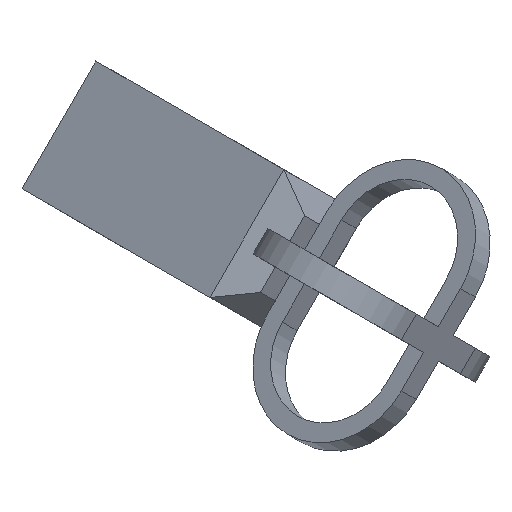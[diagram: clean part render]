
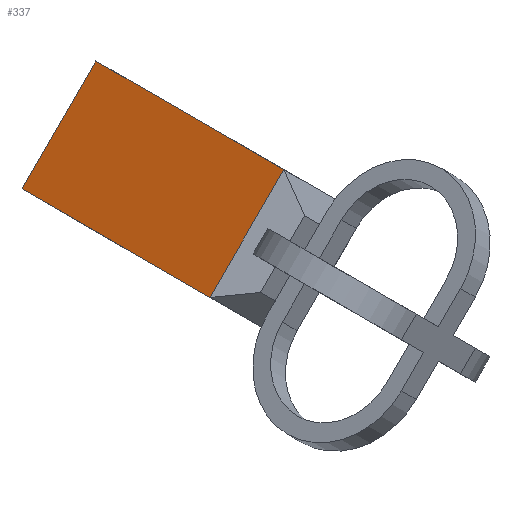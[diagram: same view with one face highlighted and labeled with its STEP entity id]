
A CAD part, isometric view. The second image highlights one B-rep face of the part: STEP entity #337.
In plain terms, the highlighted planar face has unit normal (-0.707, 0, 0.707).
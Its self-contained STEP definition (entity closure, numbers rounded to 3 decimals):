
#63 = DIRECTION ( 'NONE',  ( 0., 1., 0. ) ) ;
#64 = ORIENTED_EDGE ( 'NONE', *, *, #942, .F. ) ;
#127 = DIRECTION ( 'NONE',  ( 0., -1., 0. ) ) ;
#135 = FACE_OUTER_BOUND ( 'NONE', #414, .T. ) ;
#148 = CARTESIAN_POINT ( 'NONE',  ( 0., 16.4, 3.536 ) ) ;
#197 = LINE ( 'NONE', #519, #543 ) ;
#198 = CARTESIAN_POINT ( 'NONE',  ( -3.536, 16.4, 0. ) ) ;
#211 = CARTESIAN_POINT ( 'NONE',  ( -3.536, 16.4, 0. ) ) ;
#240 = PLANE ( 'NONE',  #579 ) ;
#279 = VERTEX_POINT ( 'NONE', #463 ) ;
#305 = EDGE_CURVE ( 'NONE', #477, #279, #627, .T. ) ;
#337 = ADVANCED_FACE ( 'NONE', ( #135 ), #240, .F. ) ;
#349 = ORIENTED_EDGE ( 'NONE', *, *, #608, .T. ) ;
#374 = CARTESIAN_POINT ( 'NONE',  ( -3.536, 7.4, 0. ) ) ;
#414 = EDGE_LOOP ( 'NONE', ( #349, #702, #777, #64 ) ) ;
#444 = VERTEX_POINT ( 'NONE', #198 ) ;
#462 = VECTOR ( 'NONE', #127, 1000. ) ;
#463 = CARTESIAN_POINT ( 'NONE',  ( 0., 7.4, 3.536 ) ) ;
#477 = VERTEX_POINT ( 'NONE', #1024 ) ;
#489 = VECTOR ( 'NONE', #962, 1000. ) ;
#519 = CARTESIAN_POINT ( 'NONE',  ( -3.536, 7.4, 0. ) ) ;
#532 = CARTESIAN_POINT ( 'NONE',  ( -3.536, 16.4, 0. ) ) ;
#543 = VECTOR ( 'NONE', #964, 1000. ) ;
#579 = AXIS2_PLACEMENT_3D ( 'NONE', #813, #820, #63 ) ;
#608 = EDGE_CURVE ( 'NONE', #444, #612, #1035, .T. ) ;
#612 = VERTEX_POINT ( 'NONE', #374 ) ;
#627 = LINE ( 'NONE', #148, #489 ) ;
#702 = ORIENTED_EDGE ( 'NONE', *, *, #976, .T. ) ;
#777 = ORIENTED_EDGE ( 'NONE', *, *, #305, .F. ) ;
#813 = CARTESIAN_POINT ( 'NONE',  ( -3.536, 16.4, 0. ) ) ;
#820 = DIRECTION ( 'NONE',  ( 0.707, 0., -0.707 ) ) ;
#866 = DIRECTION ( 'NONE',  ( 0.707, 0., 0.707 ) ) ;
#942 = EDGE_CURVE ( 'NONE', #444, #477, #1027, .T. ) ;
#962 = DIRECTION ( 'NONE',  ( 0., -1., 0. ) ) ;
#964 = DIRECTION ( 'NONE',  ( 0.707, 0., 0.707 ) ) ;
#976 = EDGE_CURVE ( 'NONE', #612, #279, #197, .T. ) ;
#1024 = CARTESIAN_POINT ( 'NONE',  ( 0., 16.4, 3.536 ) ) ;
#1027 = LINE ( 'NONE', #211, #1059 ) ;
#1035 = LINE ( 'NONE', #532, #462 ) ;
#1059 = VECTOR ( 'NONE', #866, 1000. ) ;
